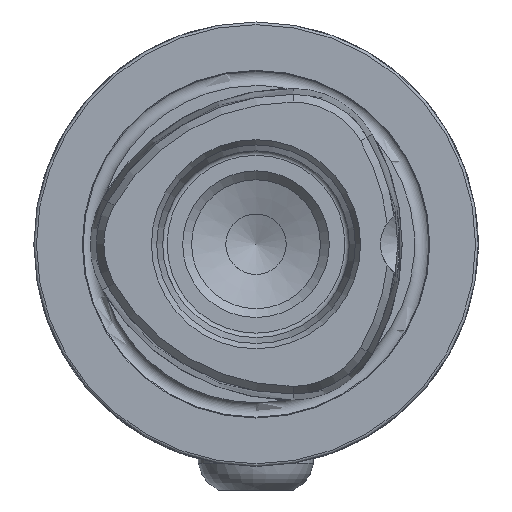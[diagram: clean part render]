
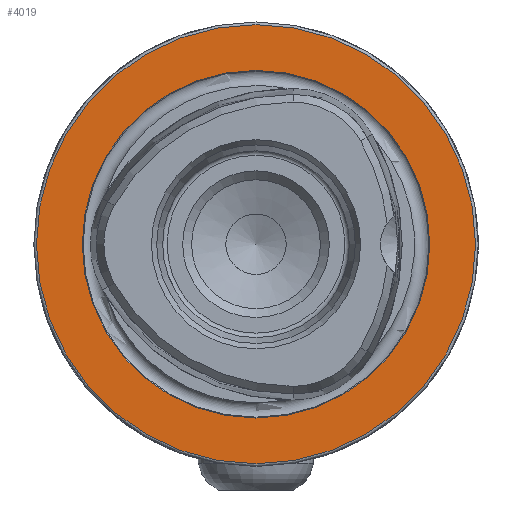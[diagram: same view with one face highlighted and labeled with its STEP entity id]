
A CAD part, left-side view. The second image highlights one B-rep face of the part: STEP entity #4019.
In plain terms, the highlighted planar face has unit normal (-1, 0, 0).
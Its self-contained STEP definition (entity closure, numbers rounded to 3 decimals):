
#1729 = DIRECTION ( 'NONE',  ( 0., 0., 1. ) ) ;
#2969 = AXIS2_PLACEMENT_3D ( 'NONE', #23184, #11641, #16017 ) ;
#4019 = ADVANCED_FACE ( 'NONE', ( #11047, #20880 ), #20693, .F. ) ;
#4394 = DIRECTION ( 'NONE',  ( -1., 0., 0. ) ) ;
#5446 = ORIENTED_EDGE ( 'NONE', *, *, #25724, .T. ) ;
#6634 = VERTEX_POINT ( 'NONE', #18043 ) ;
#8757 = CARTESIAN_POINT ( 'NONE',  ( 0., 0., 0. ) ) ;
#9131 = DIRECTION ( 'NONE',  ( 0., 0., -1. ) ) ;
#9457 = CIRCLE ( 'NONE', #2969, 19.55 ) ;
#9855 = EDGE_LOOP ( 'NONE', ( #13249 ) ) ;
#10671 = EDGE_LOOP ( 'NONE', ( #5446 ) ) ;
#11047 = FACE_BOUND ( 'NONE', #9855, .T. ) ;
#11465 = CARTESIAN_POINT ( 'NONE',  ( 0., 19.55, 0. ) ) ;
#11641 = DIRECTION ( 'NONE',  ( -1., 0., 0. ) ) ;
#12362 = CIRCLE ( 'NONE', #12838, 24.7 ) ;
#12838 = AXIS2_PLACEMENT_3D ( 'NONE', #8757, #4394, #1729 ) ;
#13249 = ORIENTED_EDGE ( 'NONE', *, *, #26864, .F. ) ;
#13419 = CARTESIAN_POINT ( 'NONE',  ( 0., 0., 24.7 ) ) ;
#16017 = DIRECTION ( 'NONE',  ( 0., 0., 1. ) ) ;
#18043 = CARTESIAN_POINT ( 'NONE',  ( 0., 0., 19.55 ) ) ;
#20693 = PLANE ( 'NONE',  #21030 ) ;
#20793 = VERTEX_POINT ( 'NONE', #13419 ) ;
#20880 = FACE_OUTER_BOUND ( 'NONE', #10671, .T. ) ;
#21030 = AXIS2_PLACEMENT_3D ( 'NONE', #11465, #23019, #9131 ) ;
#23019 = DIRECTION ( 'NONE',  ( 1., 0., 0. ) ) ;
#23184 = CARTESIAN_POINT ( 'NONE',  ( 0., 0., 0. ) ) ;
#25724 = EDGE_CURVE ( 'NONE', #20793, #20793, #12362, .T. ) ;
#26864 = EDGE_CURVE ( 'NONE', #6634, #6634, #9457, .T. ) ;
